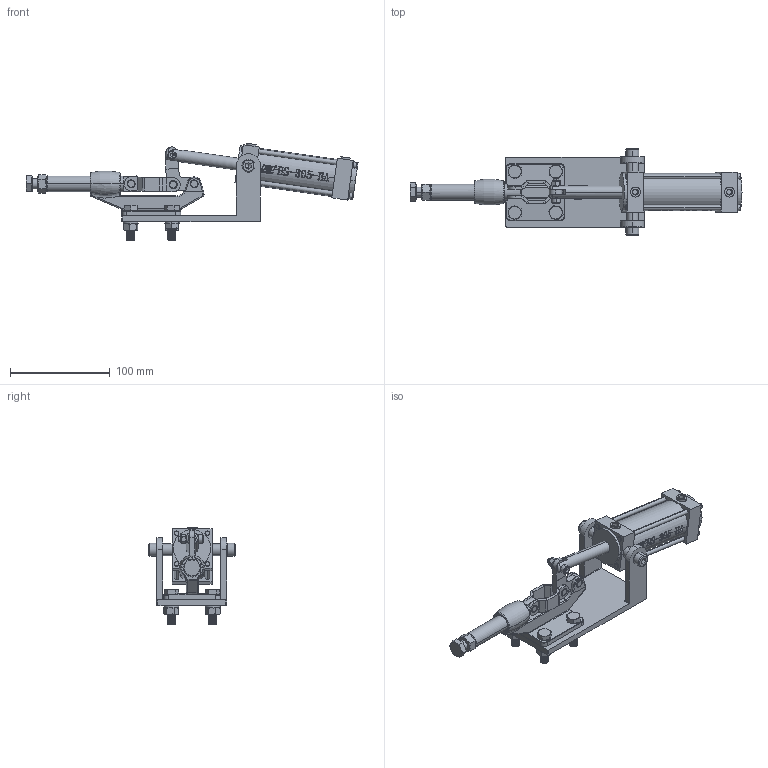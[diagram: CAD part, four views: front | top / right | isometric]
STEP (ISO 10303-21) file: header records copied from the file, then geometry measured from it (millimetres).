
FILE_DESCRIPTION (( 'STEP AP203' ), '1' );
FILE_NAME ('HS-305-EA .STEP', '2019-08-21T05:55:16', ( '微软用户' ), ( '微软中国' ), 'SwSTEP 2.0', 'SolidWorks 2012', '' );
FILE_SCHEMA (( 'CONFIG_CONTROL_DESIGN' ));
Length unit declared in the file: millimetre
Products named in the file (19): HS-305-EA ; hex nuts, style 1-grades ab gb_GB_FASTENER_NUT_SNAB1 M10-N; hexagon head bolts--product grade c gb_GB_FASTENER_BOLT_HHBC M10X50-N; hexagon head bolts-full thread gb_GB_FASTENER_BOLT_STBAB A M8X30-S; hex nuts, style 1-grades ab gb_GB_FASTENER_NUT_SNAB1 M8-N; plain washers for clevis pins gb_GB_ROUND_WASHERS_TYPE7 8; prevailing torque hex nuts 1-fine pitch gb_GB_HEXAGON_LOCK_TYPE2 M5-N; hexagon socket head cap screws gb_GB_FASTENER_SCREWS_HSHCS M5X20-N; hexagon socket head cap screws gb_GB_FASTENER_SCREWS_HSHCS M8X20-N; 階杶; 304-em; HS-304-EM-01_BASE______; 蚐詰; 挴裝; 种1; 蟀裝酘; 蟀裝; 活塞杆; 盓殤
Assembly tree (32 placements, depth 3):
  HS-305-EA 
    盓殤
    活塞杆
    蟀裝  x2
    蟀裝酘
    种1  x3
    挴裝
    蚐詰
    304-em
      HS-304-EM-01_BASE______
    階杶  x2
    hexagon socket head cap screws gb_GB_FASTENER_SCREWS_HSHCS M8X20-N  x2
    hexagon socket head cap screws gb_GB_FASTENER_SCREWS_HSHCS M5X20-N
    prevailing torque hex nuts 1-fine pitch gb_GB_HEXAGON_LOCK_TYPE2 M5-N
    plain washers for clevis pins gb_GB_ROUND_WASHERS_TYPE7 8  x4
    hex nuts, style 1-grades ab gb_GB_FASTENER_NUT_SNAB1 M8-N  x4
    hexagon head bolts-full thread gb_GB_FASTENER_BOLT_STBAB A M8X30-S  x4
    hexagon head bolts--product grade c gb_GB_FASTENER_BOLT_HHBC M10X50-N
    hex nuts, style 1-grades ab gb_GB_FASTENER_NUT_SNAB1 M10-N
Bounding box: 332.14 x 86.1 x 97.59 mm (x, y, z)
Volume: 324960.3 mm3; surface area: 110510.4 mm2
Topology: 31 solids, 31 shells, 2040 faces, 4628 edges, 2701 vertices
Faces by surface type: cone 715, cylinder 575, plane 539, bspline 188, torus 23
Entity records: 44736 total; most frequent: CARTESIAN_POINT 16785, ORIENTED_EDGE 5540, DIRECTION 4918, EDGE_CURVE 2770, AXIS2_PLACEMENT_3D 1769, VERTEX_POINT 1718, VECTOR 1380, LINE 1380
